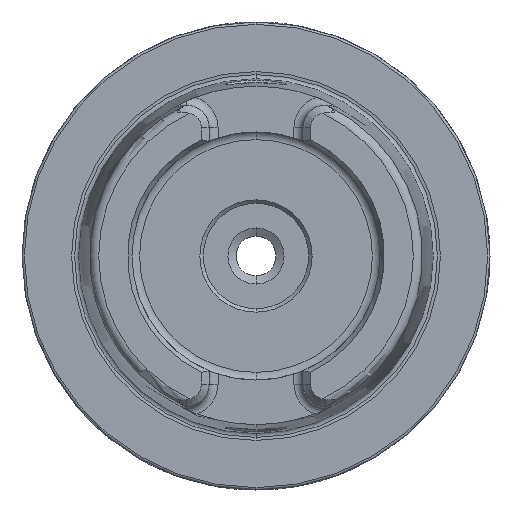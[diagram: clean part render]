
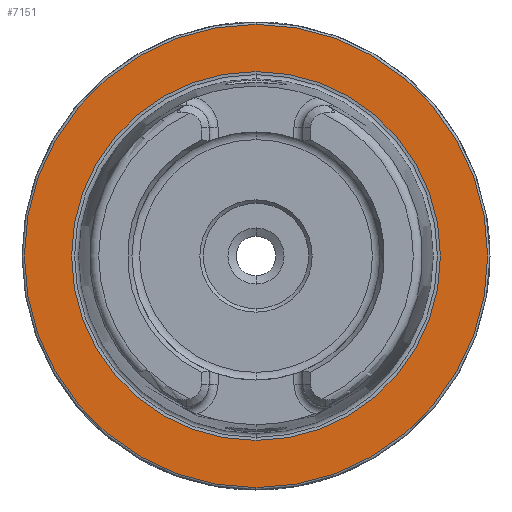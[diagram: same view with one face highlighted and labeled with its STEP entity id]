
A CAD part, left-side view. The second image highlights one B-rep face of the part: STEP entity #7151.
In plain terms, the highlighted planar face has unit normal (-1, 0, 0).
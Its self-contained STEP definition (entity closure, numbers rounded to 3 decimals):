
#39 = VERTEX_POINT ( 'NONE', #8362 ) ;
#162 = VERTEX_POINT ( 'NONE', #8485 ) ;
#177 = VERTEX_POINT ( 'NONE', #8500 ) ;
#1160 = PLANE ( 'NONE',  #10194 ) ;
#1161 = CARTESIAN_POINT ( 'NONE',  ( 0., 49.5, 0. ) ) ;
#1162 = DIRECTION ( 'NONE',  ( 1., 0., 0. ) ) ;
#1163 = DIRECTION ( 'NONE',  ( 0., 0., -1. ) ) ;
#4381 = CIRCLE ( 'NONE', #6555, 39.405 ) ;
#4382 = CIRCLE ( 'NONE', #6556, 49.5 ) ;
#4610 = ORIENTED_EDGE ( 'NONE', *, *, #5795, .F. ) ;
#4611 = ORIENTED_EDGE ( 'NONE', *, *, #4928, .F. ) ;
#4612 = ORIENTED_EDGE ( 'NONE', *, *, #4924, .T. ) ;
#4613 = ORIENTED_EDGE ( 'NONE', *, *, #5796, .T. ) ;
#4924 = EDGE_CURVE ( 'NONE', #162, #5654, #5074, .T. ) ;
#4928 = EDGE_CURVE ( 'NONE', #39, #177, #5088, .T. ) ;
#5061 = FACE_BOUND ( 'NONE', #5756, .T. ) ;
#5063 = FACE_OUTER_BOUND ( 'NONE', #5757, .T. ) ;
#5074 = CIRCLE ( 'NONE', #6491, 49.5 ) ;
#5088 = CIRCLE ( 'NONE', #6494, 39.405 ) ;
#5654 = VERTEX_POINT ( 'NONE', #7263 ) ;
#5756 = EDGE_LOOP ( 'NONE', ( #4610, #4611 ) ) ;
#5757 = EDGE_LOOP ( 'NONE', ( #4612, #4613 ) ) ;
#5795 = EDGE_CURVE ( 'NONE', #177, #39, #4381, .T. ) ;
#5796 = EDGE_CURVE ( 'NONE', #5654, #162, #4382, .T. ) ;
#6491 = AXIS2_PLACEMENT_3D ( 'NONE', #9518, #9519, #9520 ) ;
#6494 = AXIS2_PLACEMENT_3D ( 'NONE', #9529, #9530, #9531 ) ;
#6555 = AXIS2_PLACEMENT_3D ( 'NONE', #7556, #7557, #7559 ) ;
#6556 = AXIS2_PLACEMENT_3D ( 'NONE', #7561, #7563, #7564 ) ;
#7151 = ADVANCED_FACE ( 'NONE', ( #5061, #5063 ), #1160, .F. ) ;
#7263 = CARTESIAN_POINT ( 'NONE',  ( 0., 0., -49.5 ) ) ;
#7556 = CARTESIAN_POINT ( 'NONE',  ( 0., 0., 0. ) ) ;
#7557 = DIRECTION ( 'NONE',  ( -1., 0., 0. ) ) ;
#7559 = DIRECTION ( 'NONE',  ( 0., 0., 1. ) ) ;
#7561 = CARTESIAN_POINT ( 'NONE',  ( 0., 0., 0. ) ) ;
#7563 = DIRECTION ( 'NONE',  ( -1., 0., 0. ) ) ;
#7564 = DIRECTION ( 'NONE',  ( 0., 0., 1. ) ) ;
#8362 = CARTESIAN_POINT ( 'NONE',  ( 0., 0., -39.405 ) ) ;
#8485 = CARTESIAN_POINT ( 'NONE',  ( 0., 0., 49.5 ) ) ;
#8500 = CARTESIAN_POINT ( 'NONE',  ( 0., 0., 39.405 ) ) ;
#9518 = CARTESIAN_POINT ( 'NONE',  ( 0., 0., 0. ) ) ;
#9519 = DIRECTION ( 'NONE',  ( -1., 0., 0. ) ) ;
#9520 = DIRECTION ( 'NONE',  ( 0., 0., 1. ) ) ;
#9529 = CARTESIAN_POINT ( 'NONE',  ( 0., 0., 0. ) ) ;
#9530 = DIRECTION ( 'NONE',  ( -1., 0., 0. ) ) ;
#9531 = DIRECTION ( 'NONE',  ( 0., 0., 1. ) ) ;
#10194 = AXIS2_PLACEMENT_3D ( 'NONE', #1161, #1162, #1163 ) ;
